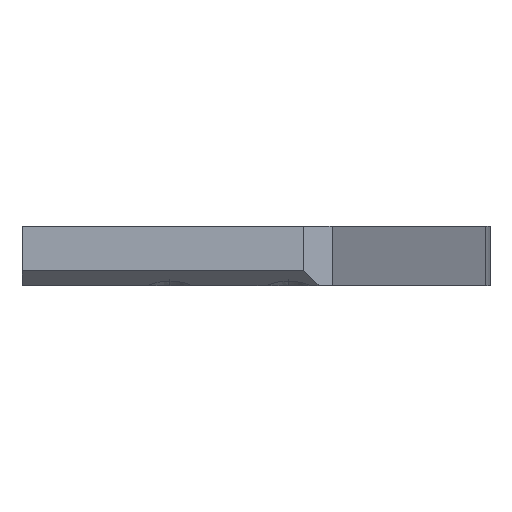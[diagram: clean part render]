
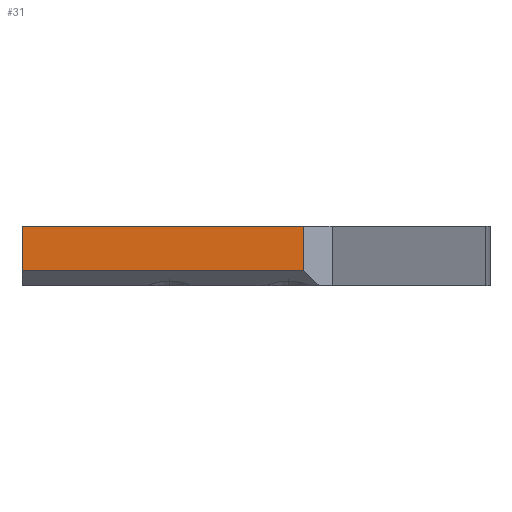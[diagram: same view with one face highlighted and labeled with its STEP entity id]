
A CAD part, left-side view. The second image highlights one B-rep face of the part: STEP entity #31.
In plain terms, the highlighted planar face has unit normal (-1, 0, 0).
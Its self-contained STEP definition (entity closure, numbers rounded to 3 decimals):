
#31 = ADVANCED_FACE ( 'NONE', ( #274 ), #1566, .T. ) ;
#144 = ORIENTED_EDGE ( 'NONE', *, *, #988, .F. ) ;
#274 = FACE_OUTER_BOUND ( 'NONE', #1288, .T. ) ;
#528 = CARTESIAN_POINT ( 'NONE',  ( -90., -38., 8. ) ) ;
#570 = VERTEX_POINT ( 'NONE', #2483 ) ;
#587 = VERTEX_POINT ( 'NONE', #2120 ) ;
#685 = VECTOR ( 'NONE', #2249, 1000. ) ;
#864 = VECTOR ( 'NONE', #2348, 1000. ) ;
#988 = EDGE_CURVE ( 'NONE', #1869, #3150, #1102, .T. ) ;
#991 = DIRECTION ( 'NONE',  ( 0., 0., -1. ) ) ;
#1102 = LINE ( 'NONE', #1284, #2990 ) ;
#1284 = CARTESIAN_POINT ( 'NONE',  ( -90., 0., 8. ) ) ;
#1288 = EDGE_LOOP ( 'NONE', ( #1627, #144, #3625, #2762 ) ) ;
#1370 = LINE ( 'NONE', #4184, #864 ) ;
#1444 = EDGE_CURVE ( 'NONE', #587, #570, #4136, .T. ) ;
#1472 = VECTOR ( 'NONE', #991, 1000. ) ;
#1566 = PLANE ( 'NONE',  #3980 ) ;
#1627 = ORIENTED_EDGE ( 'NONE', *, *, #2626, .F. ) ;
#1869 = VERTEX_POINT ( 'NONE', #2456 ) ;
#1881 = DIRECTION ( 'NONE',  ( -1., 0., 0. ) ) ;
#2120 = CARTESIAN_POINT ( 'NONE',  ( -90., -38., 2. ) ) ;
#2249 = DIRECTION ( 'NONE',  ( 0., 1., 0. ) ) ;
#2348 = DIRECTION ( 'NONE',  ( 0., 0., -1. ) ) ;
#2456 = CARTESIAN_POINT ( 'NONE',  ( -90., 0., 8. ) ) ;
#2483 = CARTESIAN_POINT ( 'NONE',  ( -90., 0., 2. ) ) ;
#2626 = EDGE_CURVE ( 'NONE', #3150, #587, #3455, .T. ) ;
#2762 = ORIENTED_EDGE ( 'NONE', *, *, #1444, .F. ) ;
#2990 = VECTOR ( 'NONE', #3942, 1000. ) ;
#3150 = VERTEX_POINT ( 'NONE', #528 ) ;
#3265 = CARTESIAN_POINT ( 'NONE',  ( -90., -38., 8. ) ) ;
#3455 = LINE ( 'NONE', #3265, #1472 ) ;
#3556 = DIRECTION ( 'NONE',  ( 0., 0., -1. ) ) ;
#3625 = ORIENTED_EDGE ( 'NONE', *, *, #4233, .T. ) ;
#3877 = CARTESIAN_POINT ( 'NONE',  ( -90., 0., 8. ) ) ;
#3880 = CARTESIAN_POINT ( 'NONE',  ( -90., 0., 2. ) ) ;
#3942 = DIRECTION ( 'NONE',  ( 0., -1., 0. ) ) ;
#3980 = AXIS2_PLACEMENT_3D ( 'NONE', #3877, #1881, #3556 ) ;
#4136 = LINE ( 'NONE', #3880, #685 ) ;
#4184 = CARTESIAN_POINT ( 'NONE',  ( -90., 0., 8. ) ) ;
#4233 = EDGE_CURVE ( 'NONE', #1869, #570, #1370, .T. ) ;
